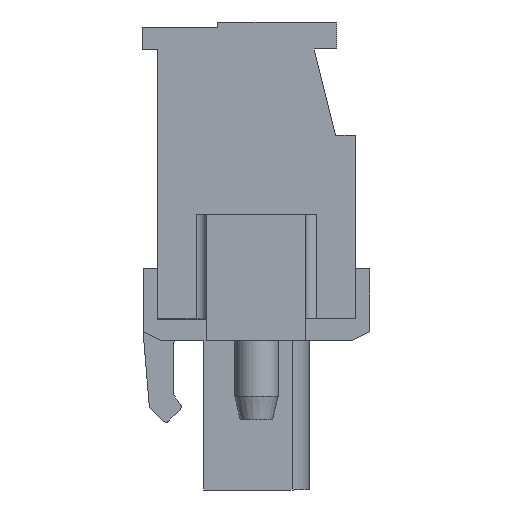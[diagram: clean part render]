
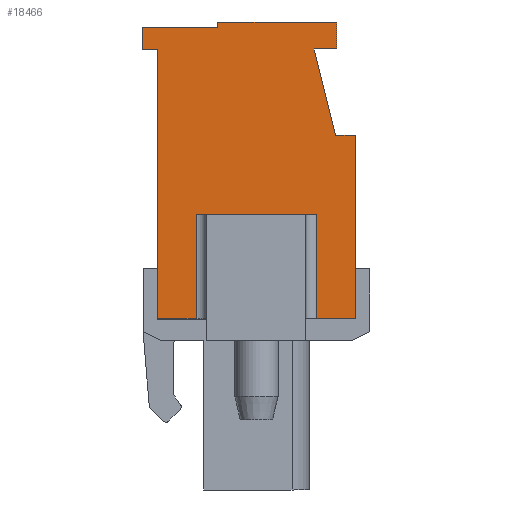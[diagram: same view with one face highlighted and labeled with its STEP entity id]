
A CAD part, left-side view. The second image highlights one B-rep face of the part: STEP entity #18466.
In plain terms, the highlighted planar face has unit normal (-1, 0, 0).
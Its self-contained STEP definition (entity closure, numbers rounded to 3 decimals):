
#486=ORIENTED_EDGE('',*,*,#5896,.T.);
#487=ORIENTED_EDGE('',*,*,#5897,.T.);
#488=ORIENTED_EDGE('',*,*,#5889,.T.);
#489=ORIENTED_EDGE('',*,*,#5898,.T.);
#490=ORIENTED_EDGE('',*,*,#5899,.T.);
#491=ORIENTED_EDGE('',*,*,#5900,.T.);
#492=ORIENTED_EDGE('',*,*,#5901,.T.);
#493=ORIENTED_EDGE('',*,*,#5902,.T.);
#494=ORIENTED_EDGE('',*,*,#5903,.T.);
#495=ORIENTED_EDGE('',*,*,#5904,.T.);
#496=ORIENTED_EDGE('',*,*,#5905,.T.);
#497=ORIENTED_EDGE('',*,*,#5906,.T.);
#498=ORIENTED_EDGE('',*,*,#5907,.T.);
#499=ORIENTED_EDGE('',*,*,#5908,.T.);
#500=ORIENTED_EDGE('',*,*,#5909,.T.);
#501=ORIENTED_EDGE('',*,*,#5910,.T.);
#5889=EDGE_CURVE('',#8594,#8595,#10384,.T.);
#5896=EDGE_CURVE('',#8601,#8602,#10388,.T.);
#5897=EDGE_CURVE('',#8602,#8594,#10389,.T.);
#5898=EDGE_CURVE('',#8595,#8603,#10390,.T.);
#5899=EDGE_CURVE('',#8603,#8604,#10391,.T.);
#5900=EDGE_CURVE('',#8604,#8605,#10392,.T.);
#5901=EDGE_CURVE('',#8605,#8606,#10393,.T.);
#5902=EDGE_CURVE('',#8606,#8607,#10394,.T.);
#5903=EDGE_CURVE('',#8607,#8608,#10395,.T.);
#5904=EDGE_CURVE('',#8608,#8609,#10396,.T.);
#5905=EDGE_CURVE('',#8609,#8610,#10397,.T.);
#5906=EDGE_CURVE('',#8610,#8611,#10398,.T.);
#5907=EDGE_CURVE('',#8611,#8612,#10399,.T.);
#5908=EDGE_CURVE('',#8612,#8613,#10400,.T.);
#5909=EDGE_CURVE('',#8613,#8614,#10401,.T.);
#5910=EDGE_CURVE('',#8614,#8601,#10402,.T.);
#8594=VERTEX_POINT('',#26034);
#8595=VERTEX_POINT('',#26035);
#8601=VERTEX_POINT('',#26049);
#8602=VERTEX_POINT('',#26050);
#8603=VERTEX_POINT('',#26053);
#8604=VERTEX_POINT('',#26055);
#8605=VERTEX_POINT('',#26057);
#8606=VERTEX_POINT('',#26059);
#8607=VERTEX_POINT('',#26061);
#8608=VERTEX_POINT('',#26063);
#8609=VERTEX_POINT('',#26065);
#8610=VERTEX_POINT('',#26067);
#8611=VERTEX_POINT('',#26069);
#8612=VERTEX_POINT('',#26071);
#8613=VERTEX_POINT('',#26073);
#8614=VERTEX_POINT('',#26075);
#10384=LINE('',#26033,#12874);
#10388=LINE('',#26048,#12878);
#10389=LINE('',#26051,#12879);
#10390=LINE('',#26052,#12880);
#10391=LINE('',#26054,#12881);
#10392=LINE('',#26056,#12882);
#10393=LINE('',#26058,#12883);
#10394=LINE('',#26060,#12884);
#10395=LINE('',#26062,#12885);
#10396=LINE('',#26064,#12886);
#10397=LINE('',#26066,#12887);
#10398=LINE('',#26068,#12888);
#10399=LINE('',#26070,#12889);
#10400=LINE('',#26072,#12890);
#10401=LINE('',#26074,#12891);
#10402=LINE('',#26076,#12892);
#12874=VECTOR('',#21115,1000.);
#12878=VECTOR('',#21127,1000.);
#12879=VECTOR('',#21128,1000.);
#12880=VECTOR('',#21129,1000.);
#12881=VECTOR('',#21130,1000.);
#12882=VECTOR('',#21131,1000.);
#12883=VECTOR('',#21132,1000.);
#12884=VECTOR('',#21133,1000.);
#12885=VECTOR('',#21134,1000.);
#12886=VECTOR('',#21135,1000.);
#12887=VECTOR('',#21136,1000.);
#12888=VECTOR('',#21137,1000.);
#12889=VECTOR('',#21138,1000.);
#12890=VECTOR('',#21139,1000.);
#12891=VECTOR('',#21140,1000.);
#12892=VECTOR('',#21141,1000.);
#15366=EDGE_LOOP('',(#486,#487,#488,#489,#490,#491,#492,#493,#494,#495,
#496,#497,#498,#499,#500,#501));
#16486=FACE_BOUND('',#15366,.T.);
#17603=PLANE('',#19893);
#18466=ADVANCED_FACE('',(#16486),#17603,.T.);
#19893=AXIS2_PLACEMENT_3D('',#26047,#21125,#21126);
#21115=DIRECTION('',(0.,-1.,0.));
#21125=DIRECTION('',(-1.,0.,0.));
#21126=DIRECTION('',(0.,0.,1.));
#21127=DIRECTION('',(0.,-1.,0.));
#21128=DIRECTION('',(0.,0.,1.));
#21129=DIRECTION('',(0.,0.,-1.));
#21130=DIRECTION('',(0.,-1.,0.));
#21131=DIRECTION('',(0.,0.,1.));
#21132=DIRECTION('',(0.,1.,0.));
#21133=DIRECTION('',(0.,0.243,0.97));
#21134=DIRECTION('',(0.,-1.,0.));
#21135=DIRECTION('',(0.,0.,1.));
#21136=DIRECTION('',(0.,1.,0.));
#21137=DIRECTION('',(0.,0.,-1.));
#21138=DIRECTION('',(0.,1.,0.));
#21139=DIRECTION('',(0.,0.,-1.));
#21140=DIRECTION('',(0.,-1.,0.));
#21141=DIRECTION('',(0.,0.,-1.));
#26033=CARTESIAN_POINT('',(-20.,2.75,-1.675));
#26034=CARTESIAN_POINT('',(-20.,3.35,-1.675));
#26035=CARTESIAN_POINT('',(-20.,-3.35,-1.675));
#26047=CARTESIAN_POINT('',(-20.,0.,0.));
#26048=CARTESIAN_POINT('',(-20.,5.5,-7.475));
#26049=CARTESIAN_POINT('',(-20.,5.5,-7.475));
#26050=CARTESIAN_POINT('',(-20.,3.35,-7.475));
#26051=CARTESIAN_POINT('',(-20.,3.35,-1.675));
#26052=CARTESIAN_POINT('',(-20.,-3.35,-7.475));
#26053=CARTESIAN_POINT('',(-20.,-3.35,-7.475));
#26054=CARTESIAN_POINT('',(-20.,5.5,-7.475));
#26055=CARTESIAN_POINT('',(-20.,-5.5,-7.475));
#26056=CARTESIAN_POINT('',(-20.,-5.5,-7.475));
#26057=CARTESIAN_POINT('',(-20.,-5.5,2.725));
#26058=CARTESIAN_POINT('',(-20.,-5.5,2.725));
#26059=CARTESIAN_POINT('',(-20.,-4.4,2.725));
#26060=CARTESIAN_POINT('',(-20.,-4.4,2.725));
#26061=CARTESIAN_POINT('',(-20.,-3.2,7.525));
#26062=CARTESIAN_POINT('',(-20.,-3.2,7.525));
#26063=CARTESIAN_POINT('',(-20.,-4.45,7.525));
#26064=CARTESIAN_POINT('',(-20.,-4.45,7.525));
#26065=CARTESIAN_POINT('',(-20.,-4.45,9.025));
#26066=CARTESIAN_POINT('',(-20.,-4.45,9.025));
#26067=CARTESIAN_POINT('',(-20.,2.15,9.025));
#26068=CARTESIAN_POINT('',(-20.,2.15,9.025));
#26069=CARTESIAN_POINT('',(-20.,2.15,8.725));
#26070=CARTESIAN_POINT('',(-20.,2.15,8.725));
#26071=CARTESIAN_POINT('',(-20.,6.35,8.725));
#26072=CARTESIAN_POINT('',(-20.,6.35,8.725));
#26073=CARTESIAN_POINT('',(-20.,6.35,7.475));
#26074=CARTESIAN_POINT('',(-20.,6.35,7.475));
#26075=CARTESIAN_POINT('',(-20.,5.5,7.475));
#26076=CARTESIAN_POINT('',(-20.,5.5,7.475));
